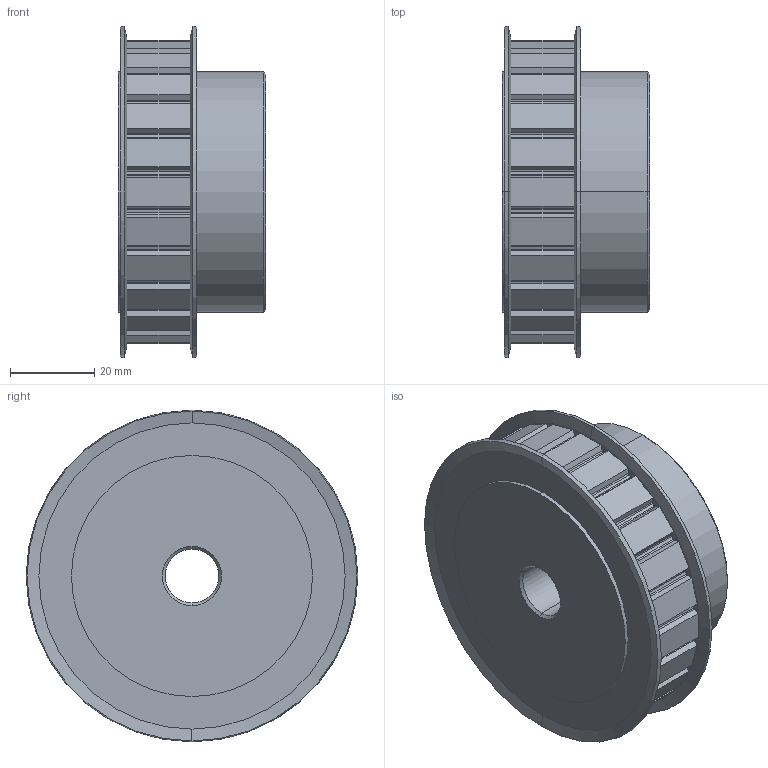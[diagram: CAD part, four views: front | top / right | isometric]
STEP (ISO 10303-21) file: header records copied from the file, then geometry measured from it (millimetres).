
FILE_DESCRIPTION (( 'STEP AP214' ), '1' );
FILE_NAME ('SPB24L050BF-500.STEP', '2015-12-10T15:06:17', ( '' ), ( '' ), 'SwSTEP 2.0', 'SolidWorks 2015', '' );
FILE_SCHEMA (( 'AUTOMOTIVE_DESIGN' ));
Length unit declared in the file: inch
Products named in the file (1): SPB24L050BF-500
Bounding box: 34.92 x 78.59 x 78.59 mm (x, y, z)
Volume: 111551.5 mm3; surface area: 20144.3 mm2
Topology: 1 solids, 1 shells, 182 faces, 514 edges, 338 vertices
Faces by surface type: cylinder 86, plane 78, cone 18
Entity records: 5984 total; most frequent: DIRECTION 1074, CARTESIAN_POINT 1035, ORIENTED_EDGE 1028, EDGE_CURVE 514, AXIS2_PLACEMENT_3D 377, VERTEX_POINT 338, VECTOR 320, LINE 320
